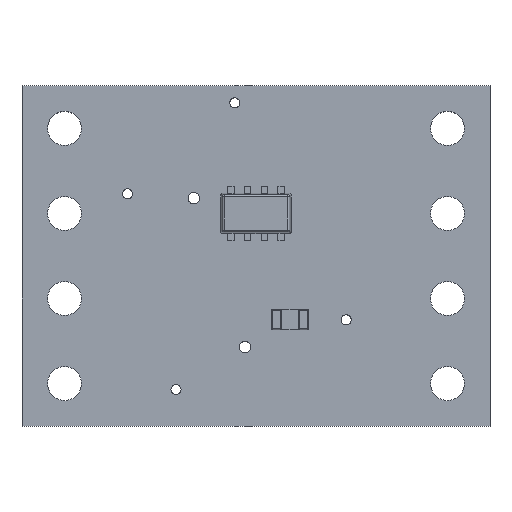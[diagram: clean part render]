
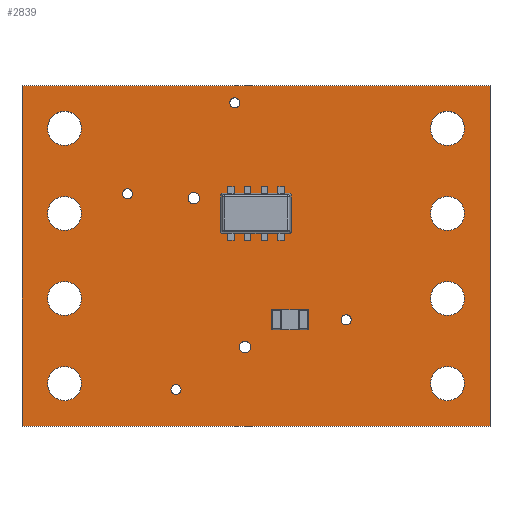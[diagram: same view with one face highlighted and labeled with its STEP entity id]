
A CAD part, top view. The second image highlights one B-rep face of the part: STEP entity #2839.
In plain terms, the highlighted planar face has unit normal (0, 0, 1).
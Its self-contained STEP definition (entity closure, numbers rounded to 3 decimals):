
#165=FACE_BOUND('',#496,.T.);
#166=FACE_BOUND('',#497,.T.);
#167=FACE_BOUND('',#498,.T.);
#168=FACE_BOUND('',#499,.T.);
#169=FACE_BOUND('',#500,.T.);
#170=FACE_BOUND('',#501,.T.);
#171=FACE_BOUND('',#502,.T.);
#172=FACE_BOUND('',#503,.T.);
#173=FACE_BOUND('',#504,.T.);
#174=FACE_BOUND('',#505,.T.);
#175=FACE_BOUND('',#506,.T.);
#176=FACE_BOUND('',#507,.T.);
#177=FACE_BOUND('',#508,.T.);
#178=FACE_BOUND('',#509,.T.);
#199=PLANE('',#3121);
#321=FACE_OUTER_BOUND('',#495,.T.);
#495=EDGE_LOOP('',(#2067,#2068,#2069,#2070));
#496=EDGE_LOOP('',(#2071));
#497=EDGE_LOOP('',(#2072));
#498=EDGE_LOOP('',(#2073));
#499=EDGE_LOOP('',(#2074));
#500=EDGE_LOOP('',(#2075));
#501=EDGE_LOOP('',(#2076));
#502=EDGE_LOOP('',(#2077));
#503=EDGE_LOOP('',(#2078));
#504=EDGE_LOOP('',(#2079));
#505=EDGE_LOOP('',(#2080));
#506=EDGE_LOOP('',(#2081));
#507=EDGE_LOOP('',(#2082));
#508=EDGE_LOOP('',(#2083));
#509=EDGE_LOOP('',(#2084));
#697=LINE('',#4316,#995);
#700=LINE('',#4322,#998);
#703=LINE('',#4328,#1001);
#706=LINE('',#4332,#1004);
#995=VECTOR('',#3463,10.);
#998=VECTOR('',#3468,10.);
#1001=VECTOR('',#3473,10.);
#1004=VECTOR('',#3478,10.);
#1278=CIRCLE('',#3077,0.508);
#1280=CIRCLE('',#3080,0.15);
#1282=CIRCLE('',#3083,0.508);
#1284=CIRCLE('',#3086,0.15);
#1286=CIRCLE('',#3089,0.508);
#1288=CIRCLE('',#3092,0.175);
#1290=CIRCLE('',#3095,0.508);
#1292=CIRCLE('',#3098,0.175);
#1294=CIRCLE('',#3101,0.508);
#1296=CIRCLE('',#3104,0.15);
#1298=CIRCLE('',#3107,0.508);
#1300=CIRCLE('',#3110,0.15);
#1302=CIRCLE('',#3113,0.508);
#1304=CIRCLE('',#3116,0.508);
#1366=VERTEX_POINT('',#4228);
#1368=VERTEX_POINT('',#4234);
#1370=VERTEX_POINT('',#4240);
#1372=VERTEX_POINT('',#4246);
#1374=VERTEX_POINT('',#4252);
#1376=VERTEX_POINT('',#4258);
#1378=VERTEX_POINT('',#4264);
#1380=VERTEX_POINT('',#4270);
#1382=VERTEX_POINT('',#4276);
#1384=VERTEX_POINT('',#4282);
#1386=VERTEX_POINT('',#4288);
#1388=VERTEX_POINT('',#4294);
#1390=VERTEX_POINT('',#4300);
#1392=VERTEX_POINT('',#4306);
#1395=VERTEX_POINT('',#4313);
#1396=VERTEX_POINT('',#4315);
#1398=VERTEX_POINT('',#4321);
#1400=VERTEX_POINT('',#4327);
#1607=EDGE_CURVE('',#1366,#1366,#1278,.T.);
#1610=EDGE_CURVE('',#1368,#1368,#1280,.T.);
#1613=EDGE_CURVE('',#1370,#1370,#1282,.T.);
#1616=EDGE_CURVE('',#1372,#1372,#1284,.T.);
#1619=EDGE_CURVE('',#1374,#1374,#1286,.T.);
#1622=EDGE_CURVE('',#1376,#1376,#1288,.T.);
#1625=EDGE_CURVE('',#1378,#1378,#1290,.T.);
#1628=EDGE_CURVE('',#1380,#1380,#1292,.T.);
#1631=EDGE_CURVE('',#1382,#1382,#1294,.T.);
#1634=EDGE_CURVE('',#1384,#1384,#1296,.T.);
#1637=EDGE_CURVE('',#1386,#1386,#1298,.T.);
#1640=EDGE_CURVE('',#1388,#1388,#1300,.T.);
#1643=EDGE_CURVE('',#1390,#1390,#1302,.T.);
#1646=EDGE_CURVE('',#1392,#1392,#1304,.T.);
#1649=EDGE_CURVE('',#1396,#1395,#697,.T.);
#1652=EDGE_CURVE('',#1398,#1396,#700,.T.);
#1655=EDGE_CURVE('',#1400,#1398,#703,.T.);
#1658=EDGE_CURVE('',#1395,#1400,#706,.T.);
#2067=ORIENTED_EDGE('',*,*,#1658,.T.);
#2068=ORIENTED_EDGE('',*,*,#1655,.T.);
#2069=ORIENTED_EDGE('',*,*,#1652,.T.);
#2070=ORIENTED_EDGE('',*,*,#1649,.T.);
#2071=ORIENTED_EDGE('',*,*,#1607,.T.);
#2072=ORIENTED_EDGE('',*,*,#1610,.T.);
#2073=ORIENTED_EDGE('',*,*,#1613,.T.);
#2074=ORIENTED_EDGE('',*,*,#1616,.T.);
#2075=ORIENTED_EDGE('',*,*,#1619,.T.);
#2076=ORIENTED_EDGE('',*,*,#1622,.T.);
#2077=ORIENTED_EDGE('',*,*,#1625,.T.);
#2078=ORIENTED_EDGE('',*,*,#1628,.T.);
#2079=ORIENTED_EDGE('',*,*,#1631,.T.);
#2080=ORIENTED_EDGE('',*,*,#1634,.T.);
#2081=ORIENTED_EDGE('',*,*,#1637,.T.);
#2082=ORIENTED_EDGE('',*,*,#1640,.T.);
#2083=ORIENTED_EDGE('',*,*,#1643,.T.);
#2084=ORIENTED_EDGE('',*,*,#1646,.T.);
#2839=ADVANCED_FACE('',(#321,#165,#166,#167,#168,#169,#170,#171,#172,#173,
#174,#175,#176,#177,#178),#199,.T.);
#3077=AXIS2_PLACEMENT_3D('',#4230,#3366,#3367);
#3080=AXIS2_PLACEMENT_3D('',#4236,#3373,#3374);
#3083=AXIS2_PLACEMENT_3D('',#4242,#3380,#3381);
#3086=AXIS2_PLACEMENT_3D('',#4248,#3387,#3388);
#3089=AXIS2_PLACEMENT_3D('',#4254,#3394,#3395);
#3092=AXIS2_PLACEMENT_3D('',#4260,#3401,#3402);
#3095=AXIS2_PLACEMENT_3D('',#4266,#3408,#3409);
#3098=AXIS2_PLACEMENT_3D('',#4272,#3415,#3416);
#3101=AXIS2_PLACEMENT_3D('',#4278,#3422,#3423);
#3104=AXIS2_PLACEMENT_3D('',#4284,#3429,#3430);
#3107=AXIS2_PLACEMENT_3D('',#4290,#3436,#3437);
#3110=AXIS2_PLACEMENT_3D('',#4296,#3443,#3444);
#3113=AXIS2_PLACEMENT_3D('',#4302,#3450,#3451);
#3116=AXIS2_PLACEMENT_3D('',#4308,#3457,#3458);
#3121=AXIS2_PLACEMENT_3D('',#4333,#3479,#3480);
#3366=DIRECTION('center_axis',(0.,0.,-1.));
#3367=DIRECTION('ref_axis',(1.,0.,0.));
#3373=DIRECTION('center_axis',(0.,0.,-1.));
#3374=DIRECTION('ref_axis',(1.,0.,0.));
#3380=DIRECTION('center_axis',(0.,0.,-1.));
#3381=DIRECTION('ref_axis',(1.,0.,0.));
#3387=DIRECTION('center_axis',(0.,0.,-1.));
#3388=DIRECTION('ref_axis',(1.,0.,0.));
#3394=DIRECTION('center_axis',(0.,0.,-1.));
#3395=DIRECTION('ref_axis',(1.,0.,0.));
#3401=DIRECTION('center_axis',(0.,0.,-1.));
#3402=DIRECTION('ref_axis',(1.,0.,0.));
#3408=DIRECTION('center_axis',(0.,0.,-1.));
#3409=DIRECTION('ref_axis',(1.,0.,0.));
#3415=DIRECTION('center_axis',(0.,0.,-1.));
#3416=DIRECTION('ref_axis',(1.,0.,0.));
#3422=DIRECTION('center_axis',(0.,0.,-1.));
#3423=DIRECTION('ref_axis',(1.,0.,0.));
#3429=DIRECTION('center_axis',(0.,0.,-1.));
#3430=DIRECTION('ref_axis',(1.,0.,0.));
#3436=DIRECTION('center_axis',(0.,0.,-1.));
#3437=DIRECTION('ref_axis',(1.,0.,0.));
#3443=DIRECTION('center_axis',(0.,0.,-1.));
#3444=DIRECTION('ref_axis',(1.,0.,0.));
#3450=DIRECTION('center_axis',(0.,0.,-1.));
#3451=DIRECTION('ref_axis',(1.,0.,0.));
#3457=DIRECTION('center_axis',(0.,0.,-1.));
#3458=DIRECTION('ref_axis',(1.,0.,0.));
#3463=DIRECTION('',(-1.,0.,0.));
#3468=DIRECTION('',(0.,1.,0.));
#3473=DIRECTION('',(1.,0.,0.));
#3478=DIRECTION('',(0.,-1.,0.));
#3479=DIRECTION('center_axis',(0.,0.,1.));
#3480=DIRECTION('ref_axis',(1.,0.,0.));
#4228=CARTESIAN_POINT('',(0.762,3.81,1.57));
#4230=CARTESIAN_POINT('Origin',(1.27,3.81,1.57));
#4234=CARTESIAN_POINT('',(4.447,-3.988,1.57));
#4236=CARTESIAN_POINT('Origin',(4.597,-3.988,1.57));
#4240=CARTESIAN_POINT('',(12.192,1.27,1.57));
#4242=CARTESIAN_POINT('Origin',(12.7,1.27,1.57));
#4246=CARTESIAN_POINT('',(6.2,4.572,1.57));
#4248=CARTESIAN_POINT('Origin',(6.35,4.572,1.57));
#4252=CARTESIAN_POINT('',(0.762,-1.27,1.57));
#4254=CARTESIAN_POINT('Origin',(1.27,-1.27,1.57));
#4258=CARTESIAN_POINT('',(6.48,-2.718,1.57));
#4260=CARTESIAN_POINT('Origin',(6.655,-2.718,1.57));
#4264=CARTESIAN_POINT('',(12.192,3.81,1.57));
#4266=CARTESIAN_POINT('Origin',(12.7,3.81,1.57));
#4270=CARTESIAN_POINT('',(4.956,1.727,1.57));
#4272=CARTESIAN_POINT('Origin',(5.131,1.727,1.57));
#4276=CARTESIAN_POINT('',(0.762,1.27,1.57));
#4278=CARTESIAN_POINT('Origin',(1.27,1.27,1.57));
#4282=CARTESIAN_POINT('',(9.527,-1.905,1.57));
#4284=CARTESIAN_POINT('Origin',(9.677,-1.905,1.57));
#4288=CARTESIAN_POINT('',(12.192,-1.27,1.57));
#4290=CARTESIAN_POINT('Origin',(12.7,-1.27,1.57));
#4294=CARTESIAN_POINT('',(3.,1.854,1.57));
#4296=CARTESIAN_POINT('Origin',(3.15,1.854,1.57));
#4300=CARTESIAN_POINT('',(0.762,-3.81,1.57));
#4302=CARTESIAN_POINT('Origin',(1.27,-3.81,1.57));
#4306=CARTESIAN_POINT('',(12.192,-3.81,1.57));
#4308=CARTESIAN_POINT('Origin',(12.7,-3.81,1.57));
#4313=CARTESIAN_POINT('',(0.,5.08,1.57));
#4315=CARTESIAN_POINT('',(13.97,5.08,1.57));
#4316=CARTESIAN_POINT('',(13.97,5.08,1.57));
#4321=CARTESIAN_POINT('',(13.97,-5.08,1.57));
#4322=CARTESIAN_POINT('',(13.97,-5.08,1.57));
#4327=CARTESIAN_POINT('',(0.,-5.08,1.57));
#4328=CARTESIAN_POINT('',(0.,-5.08,1.57));
#4332=CARTESIAN_POINT('',(0.,5.08,1.57));
#4333=CARTESIAN_POINT('Origin',(6.985,0.,1.57));
